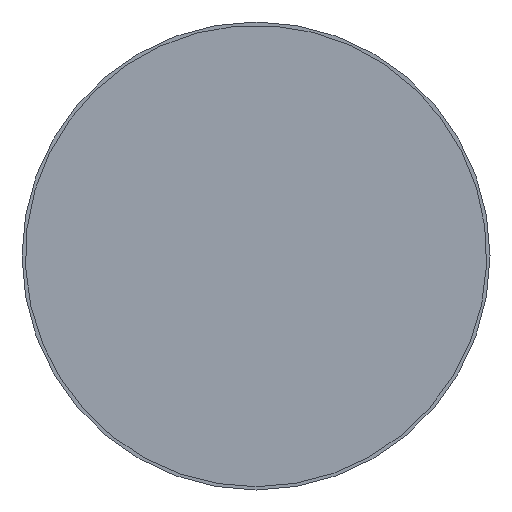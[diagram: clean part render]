
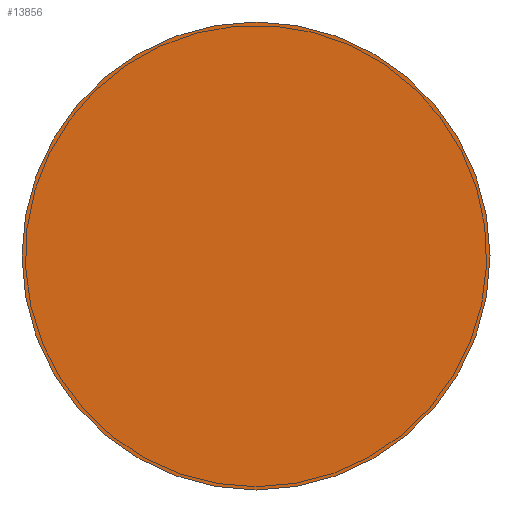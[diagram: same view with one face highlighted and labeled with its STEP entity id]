
A CAD part, left-side view. The second image highlights one B-rep face of the part: STEP entity #13856.
In plain terms, the highlighted planar face has unit normal (-1, 0, 0).
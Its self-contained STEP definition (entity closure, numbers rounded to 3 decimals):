
#5816=ORIENTED_EDGE('',*,*,#7462,.F.);
#7462=EDGE_CURVE('',#8538,#8538,#8877,.T.);
#8538=VERTEX_POINT('',#24608);
#8877=CIRCLE('',#14821,28.);
#9593=EDGE_LOOP('',(#5816));
#10313=FACE_BOUND('',#9593,.T.);
#10761=PLANE('',#14822);
#13856=ADVANCED_FACE('',(#10313),#10761,.F.);
#14821=AXIS2_PLACEMENT_3D('',#24607,#17712,#17713);
#14822=AXIS2_PLACEMENT_3D('',#24609,#17714,#17715);
#17712=DIRECTION('',(1.,0.,0.));
#17713=DIRECTION('',(0.,-1.,0.));
#17714=DIRECTION('',(1.,0.,0.));
#17715=DIRECTION('',(0.,0.,1.));
#24607=CARTESIAN_POINT('',(-29.369,0.,0.));
#24608=CARTESIAN_POINT('',(-29.369,-28.,0.));
#24609=CARTESIAN_POINT('',(-29.369,0.,0.));
